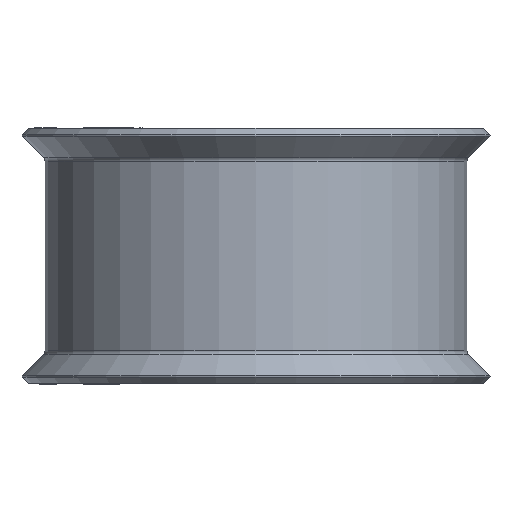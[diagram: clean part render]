
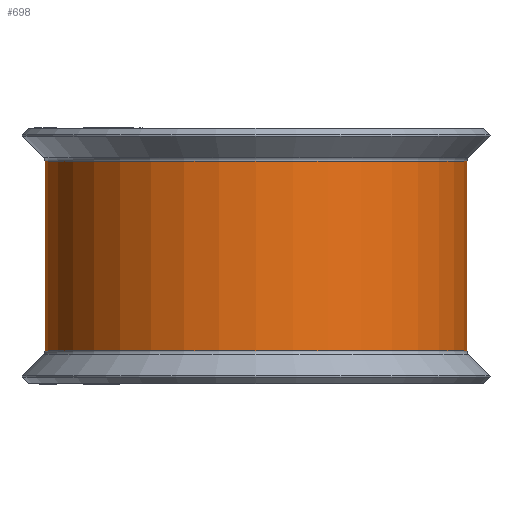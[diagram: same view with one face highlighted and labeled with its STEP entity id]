
A CAD part, front view. The second image highlights one B-rep face of the part: STEP entity #698.
In plain terms, the highlighted cylindrical face has radius 11.748 mm (diameter 23.495 mm), a partial arc.
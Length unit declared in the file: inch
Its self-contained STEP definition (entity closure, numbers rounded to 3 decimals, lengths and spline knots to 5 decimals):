
#18 = CARTESIAN_POINT ( 'NONE',  ( 0.4375, -0.3815, 0.20822 ) ) ;
#21 = CARTESIAN_POINT ( 'NONE',  ( 0.4375, -0.844, 0.281 ) ) ;
#59 = DIRECTION ( 'NONE',  ( -1., 0., 0. ) ) ;
#120 = CARTESIAN_POINT ( 'NONE',  ( -0.025, -0.844, 0.20822 ) ) ;
#142 = LINE ( 'NONE', #2635, #2625 ) ;
#205 = ORIENTED_EDGE ( 'NONE', *, *, #2399, .F. ) ;
#209 = EDGE_CURVE ( 'NONE', #3123, #3056, #142, .T. ) ;
#234 = VERTEX_POINT ( 'NONE', #3124 ) ;
#670 = DIRECTION ( 'NONE',  ( 0., 0., -1. ) ) ;
#698 = ADVANCED_FACE ( 'NONE', ( #1651 ), #1578, .T. ) ;
#795 = CARTESIAN_POINT ( 'NONE',  ( -0.025, -0.844, -0.20822 ) ) ;
#1037 = ORIENTED_EDGE ( 'NONE', *, *, #2913, .T. ) ;
#1045 = VERTEX_POINT ( 'NONE', #18 ) ;
#1071 = CIRCLE ( 'NONE', #2096, 0.4625 ) ;
#1189 = DIRECTION ( 'NONE',  ( 0., 0., -1. ) ) ;
#1211 = ORIENTED_EDGE ( 'NONE', *, *, #1660, .F. ) ;
#1309 = LINE ( 'NONE', #2342, #1375 ) ;
#1358 = DIRECTION ( 'NONE',  ( 0., 0., -1. ) ) ;
#1375 = VECTOR ( 'NONE', #670, 39.37008 ) ;
#1500 = DIRECTION ( 'NONE',  ( 0., 0., -1. ) ) ;
#1578 = CYLINDRICAL_SURFACE ( 'NONE', #2268, 0.4625 ) ;
#1617 = AXIS2_PLACEMENT_3D ( 'NONE', #2799, #1358, #3040 ) ;
#1651 = FACE_OUTER_BOUND ( 'NONE', #2806, .T. ) ;
#1660 = EDGE_CURVE ( 'NONE', #1045, #234, #1309, .T. ) ;
#1948 = DIRECTION ( 'NONE',  ( -1., 0., 0. ) ) ;
#2096 = AXIS2_PLACEMENT_3D ( 'NONE', #2943, #1500, #59 ) ;
#2268 = AXIS2_PLACEMENT_3D ( 'NONE', #21, #2680, #1948 ) ;
#2342 = CARTESIAN_POINT ( 'NONE',  ( 0.4375, -0.3815, 0.281 ) ) ;
#2399 = EDGE_CURVE ( 'NONE', #234, #3056, #2544, .T. ) ;
#2544 = CIRCLE ( 'NONE', #1617, 0.4625 ) ;
#2625 = VECTOR ( 'NONE', #1189, 39.37008 ) ;
#2635 = CARTESIAN_POINT ( 'NONE',  ( -0.025, -0.844, 0.281 ) ) ;
#2680 = DIRECTION ( 'NONE',  ( 0., 0., -1. ) ) ;
#2719 = ORIENTED_EDGE ( 'NONE', *, *, #209, .T. ) ;
#2799 = CARTESIAN_POINT ( 'NONE',  ( 0.4375, -0.844, -0.20822 ) ) ;
#2806 = EDGE_LOOP ( 'NONE', ( #2719, #205, #1211, #1037 ) ) ;
#2913 = EDGE_CURVE ( 'NONE', #1045, #3123, #1071, .T. ) ;
#2943 = CARTESIAN_POINT ( 'NONE',  ( 0.4375, -0.844, 0.20822 ) ) ;
#3040 = DIRECTION ( 'NONE',  ( -1., 0., 0. ) ) ;
#3056 = VERTEX_POINT ( 'NONE', #795 ) ;
#3123 = VERTEX_POINT ( 'NONE', #120 ) ;
#3124 = CARTESIAN_POINT ( 'NONE',  ( 0.4375, -0.3815, -0.20822 ) ) ;
